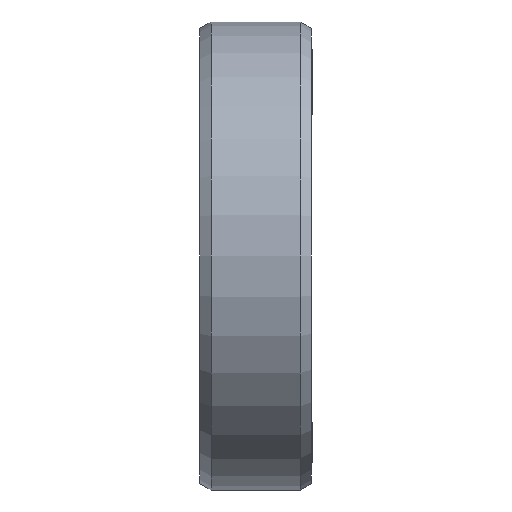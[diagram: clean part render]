
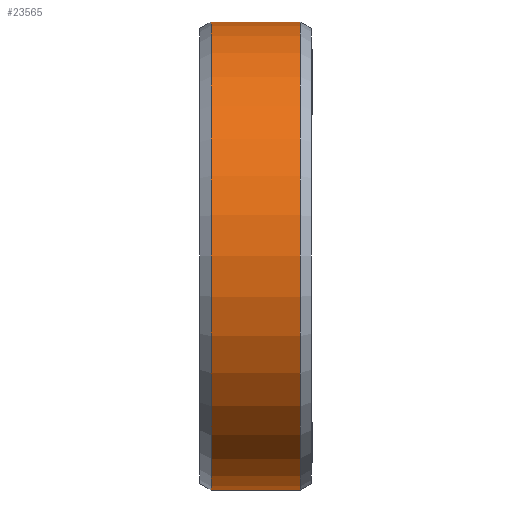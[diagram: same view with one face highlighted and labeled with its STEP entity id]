
A CAD part, left-side view. The second image highlights one B-rep face of the part: STEP entity #23565.
In plain terms, the highlighted cylindrical face has radius 21 mm (diameter 42 mm), a partial arc.
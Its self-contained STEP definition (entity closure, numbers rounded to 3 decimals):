
#22875=DIRECTION('',(0.,1.,0.));
#22876=VECTOR('',#22875,8.);
#22877=CARTESIAN_POINT('',(0.,-4.,-21.));
#22878=LINE('',#22877,#22876);
#22882=DIRECTION('',(0.,1.,0.));
#22883=VECTOR('',#22882,8.);
#22884=CARTESIAN_POINT('',(0.,-4.,21.));
#22885=LINE('',#22884,#22883);
#22889=CARTESIAN_POINT('',(0.,-4.,0.));
#22890=DIRECTION('',(0.,1.,0.));
#22891=DIRECTION('',(0.,0.,-1.));
#22892=AXIS2_PLACEMENT_3D('',#22889,#22890,#22891);
#22927=CARTESIAN_POINT('',(0.,4.,0.));
#22928=DIRECTION('',(0.,1.,0.));
#22929=DIRECTION('',(0.,0.,-1.));
#22930=AXIS2_PLACEMENT_3D('',#22927,#22928,#22929);
#22960=CARTESIAN_POINT('',(0.,-4.,-21.));
#22962=VERTEX_POINT('',#22960);
#22963=CARTESIAN_POINT('',(0.,4.,-21.));
#22964=VERTEX_POINT('',#22963);
#22992=CARTESIAN_POINT('',(0.,-4.,21.));
#22994=VERTEX_POINT('',#22992);
#22995=CARTESIAN_POINT('',(0.,4.,21.));
#22996=VERTEX_POINT('',#22995);
#23551=CARTESIAN_POINT('',(0.,21.615,0.));
#23552=DIRECTION('',(0.,-1.,0.));
#23553=DIRECTION('',(0.,0.,1.));
#23554=AXIS2_PLACEMENT_3D('',#23551,#23552,#23553);
#23555=CYLINDRICAL_SURFACE('',#23554,21.);
#23557=ORIENTED_EDGE('',*,*,#23556,.T.);
#23559=ORIENTED_EDGE('',*,*,#23558,.T.);
#23561=ORIENTED_EDGE('',*,*,#23560,.F.);
#23562=ORIENTED_EDGE('',*,*,#23537,.F.);
#23563=EDGE_LOOP('',(#23557,#23559,#23561,#23562));
#23564=FACE_OUTER_BOUND('',#23563,.F.);
#22893=CIRCLE('',#22892,21.);
#22931=CIRCLE('',#22930,21.);
#23537=EDGE_CURVE('',#22962,#22994,#22893,.T.);
#23556=EDGE_CURVE('',#22962,#22964,#22878,.T.);
#23558=EDGE_CURVE('',#22964,#22996,#22931,.T.);
#23560=EDGE_CURVE('',#22994,#22996,#22885,.T.);
#23565=ADVANCED_FACE('',(#23564),#23555,.T.);
